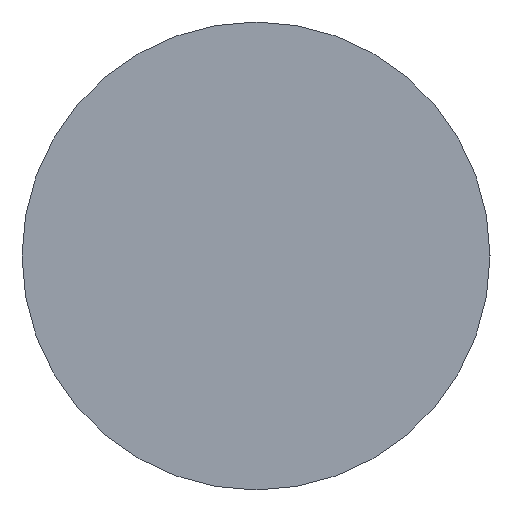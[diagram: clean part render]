
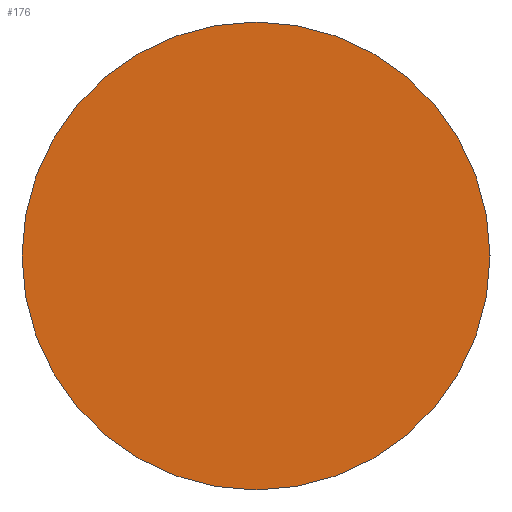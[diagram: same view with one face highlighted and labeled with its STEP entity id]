
A CAD part, left-side view. The second image highlights one B-rep face of the part: STEP entity #176.
In plain terms, the highlighted planar face has unit normal (-1, 0, 0).
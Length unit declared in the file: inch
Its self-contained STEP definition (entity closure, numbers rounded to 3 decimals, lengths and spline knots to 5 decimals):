
#1 = CARTESIAN_POINT ( 'NONE',  ( -24., 0., 0. ) ) ;
#7 = VERTEX_POINT ( 'NONE', #52 ) ;
#9 = CIRCLE ( 'NONE', #105, 1.5 ) ;
#20 = AXIS2_PLACEMENT_3D ( 'NONE', #97, #168, #50 ) ;
#22 = DIRECTION ( 'NONE',  ( 0., 0., -1. ) ) ;
#23 = CARTESIAN_POINT ( 'NONE',  ( -24., 0., -1.5 ) ) ;
#42 = DIRECTION ( 'NONE',  ( 1., 0., 0. ) ) ;
#50 = DIRECTION ( 'NONE',  ( 0., 0., -1. ) ) ;
#52 = CARTESIAN_POINT ( 'NONE',  ( -24., 0., 1.5 ) ) ;
#66 = EDGE_CURVE ( 'NONE', #112, #7, #78, .T. ) ;
#69 = DIRECTION ( 'NONE',  ( 1., 0., 0. ) ) ;
#72 = DIRECTION ( 'NONE',  ( 0., 0., -1. ) ) ;
#78 = CIRCLE ( 'NONE', #20, 1.5 ) ;
#85 = ORIENTED_EDGE ( 'NONE', *, *, #66, .F. ) ;
#97 = CARTESIAN_POINT ( 'NONE',  ( -24., 0., 0. ) ) ;
#105 = AXIS2_PLACEMENT_3D ( 'NONE', #1, #69, #72 ) ;
#108 = CARTESIAN_POINT ( 'NONE',  ( -24., 0., 0. ) ) ;
#111 = AXIS2_PLACEMENT_3D ( 'NONE', #108, #42, #22 ) ;
#112 = VERTEX_POINT ( 'NONE', #23 ) ;
#118 = EDGE_CURVE ( 'NONE', #7, #112, #9, .T. ) ;
#125 = EDGE_LOOP ( 'NONE', ( #85, #153 ) ) ;
#128 = PLANE ( 'NONE',  #111 ) ;
#153 = ORIENTED_EDGE ( 'NONE', *, *, #118, .F. ) ;
#160 = FACE_OUTER_BOUND ( 'NONE', #125, .T. ) ;
#168 = DIRECTION ( 'NONE',  ( 1., 0., 0. ) ) ;
#176 = ADVANCED_FACE ( 'NONE', ( #160 ), #128, .F. ) ;
